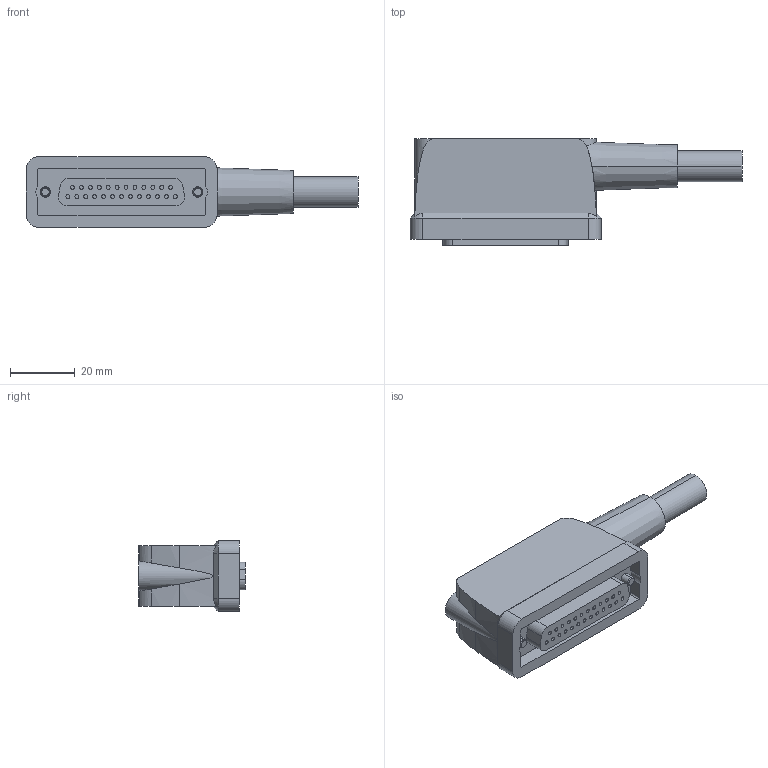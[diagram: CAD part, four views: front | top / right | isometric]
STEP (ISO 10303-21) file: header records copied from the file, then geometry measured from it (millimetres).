
FILE_DESCRIPTION (( 'STEP AP203' ), '1' );
FILE_NAME ('PAL-ACC04.step', '2020-10-29T13:44:09', ( '' ), ( '' ), 'SwSTEP 2.0', 'SolidWorks 2019', '' );
FILE_SCHEMA (( 'CONFIG_CONTROL_DESIGN' ));
Length unit declared in the file: millimetre
Products named in the file (1): PAL-ACC04
Bounding box: 102.5 x 32.9 x 21.8 mm (x, y, z)
Volume: 37542.1 mm3; surface area: 11485.6 mm2
Topology: 1 solids, 1 shells, 186 faces, 432 edges, 284 vertices
Faces by surface type: cylinder 101, plane 71, cone 10, torus 4
Entity records: 5723 total; most frequent: CARTESIAN_POINT 1271, DIRECTION 968, ORIENTED_EDGE 864, EDGE_CURVE 432, AXIS2_PLACEMENT_3D 391, VERTEX_POINT 284, EDGE_LOOP 222, CIRCLE 204
